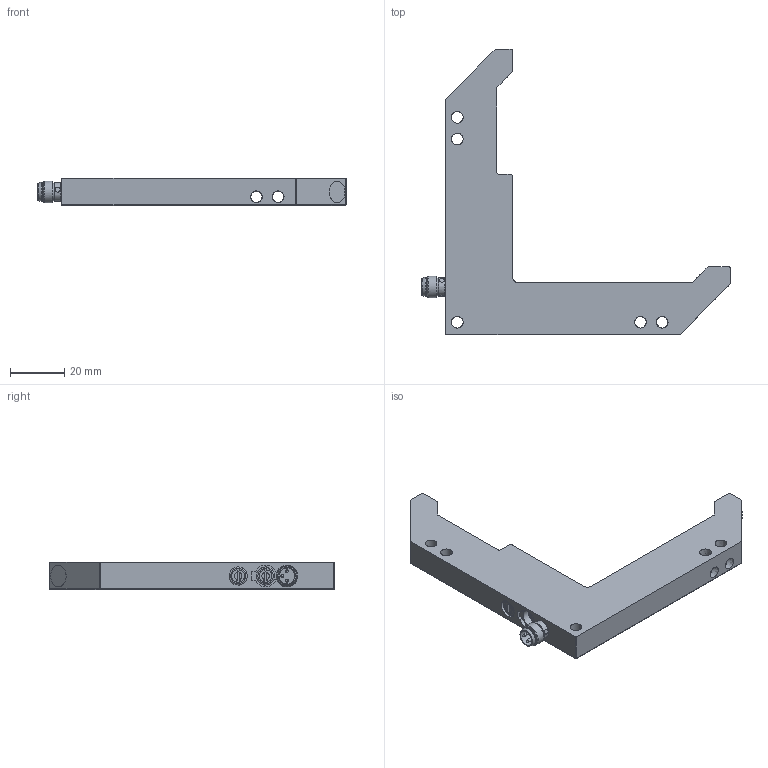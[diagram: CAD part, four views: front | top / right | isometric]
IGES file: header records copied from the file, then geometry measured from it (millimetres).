
Global section: file name: OGL_08x_x3K-TSSL; native system: Autodesk Inventor 2015; preprocessor: unknown; author: lck; date: 20150722.095053; units: millimetre
Bounding box: 113.5 x 105 x 10 mm (x, y, z)
Volume: 35318.7 mm3; surface area: 13361.5 mm2
Topology: 4 solids, 5 shells, 255 faces, 625 edges, 399 vertices
Faces by surface type: bspline 255
